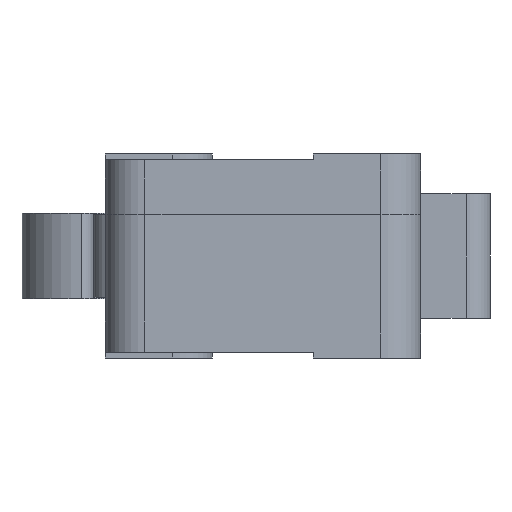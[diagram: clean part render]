
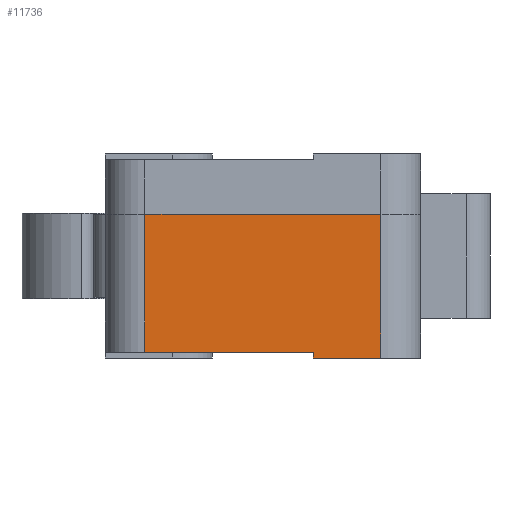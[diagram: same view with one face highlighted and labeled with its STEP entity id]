
A CAD part, left-side view. The second image highlights one B-rep face of the part: STEP entity #11736.
In plain terms, the highlighted planar face has unit normal (-1, 0, 0).
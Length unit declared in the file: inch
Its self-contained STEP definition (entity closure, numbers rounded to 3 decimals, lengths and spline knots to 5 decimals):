
#1346=FACE_OUTER_BOUND('',#2019,.T.);
#2019=EDGE_LOOP('',(#10631,#10632,#10633,#10634,#10635,#10636));
#2898=LINE('',#19164,#4144);
#3232=LINE('',#21410,#4478);
#3234=LINE('',#21416,#4480);
#3237=LINE('',#21425,#4483);
#3240=LINE('',#21431,#4486);
#3251=LINE('',#21458,#4497);
#4144=VECTOR('',#13819,0.3937);
#4478=VECTOR('',#14565,0.3937);
#4480=VECTOR('',#14571,0.3937);
#4483=VECTOR('',#14580,0.3937);
#4486=VECTOR('',#14589,0.3937);
#4497=VECTOR('',#14624,0.3937);
#5404=VERTEX_POINT('',#19157);
#5406=VERTEX_POINT('',#19163);
#5618=VERTEX_POINT('',#21406);
#5619=VERTEX_POINT('',#21408);
#5621=VERTEX_POINT('',#21415);
#5624=VERTEX_POINT('',#21423);
#6825=EDGE_CURVE('',#5406,#5404,#2898,.T.);
#7282=EDGE_CURVE('',#5618,#5619,#3232,.T.);
#7285=EDGE_CURVE('',#5621,#5618,#3234,.T.);
#7290=EDGE_CURVE('',#5624,#5619,#3237,.T.);
#7293=EDGE_CURVE('',#5621,#5404,#3240,.T.);
#7306=EDGE_CURVE('',#5624,#5406,#3251,.T.);
#10631=ORIENTED_EDGE('',*,*,#6825,.T.);
#10632=ORIENTED_EDGE('',*,*,#7293,.F.);
#10633=ORIENTED_EDGE('',*,*,#7285,.T.);
#10634=ORIENTED_EDGE('',*,*,#7282,.T.);
#10635=ORIENTED_EDGE('',*,*,#7290,.F.);
#10636=ORIENTED_EDGE('',*,*,#7306,.T.);
#11119=PLANE('',#12318);
#11736=ADVANCED_FACE('',(#1346),#11119,.T.);
#12318=AXIS2_PLACEMENT_3D('',#21457,#14622,#14623);
#13819=DIRECTION('',(0.,1.,0.));
#14565=DIRECTION('',(0.,0.,-1.));
#14571=DIRECTION('',(0.,-1.,0.));
#14580=DIRECTION('',(0.,1.,0.));
#14589=DIRECTION('',(0.,0.,1.));
#14622=DIRECTION('center_axis',(-1.,0.,0.));
#14623=DIRECTION('ref_axis',(0.,0.,1.));
#14624=DIRECTION('',(0.,0.,1.));
#19157=CARTESIAN_POINT('',(-1.13386,0.25295,0.08268));
#19163=CARTESIAN_POINT('',(-1.13386,-0.21555,0.08268));
#19164=CARTESIAN_POINT('',(-1.13386,0.05809,0.08268));
#21406=CARTESIAN_POINT('',(-1.13386,-0.08169,-0.19094));
#21408=CARTESIAN_POINT('',(-1.13386,-0.08169,-0.20276));
#21410=CARTESIAN_POINT('',(-1.13386,-0.08169,-0.20276));
#21415=CARTESIAN_POINT('',(-1.13386,0.25295,-0.19094));
#21416=CARTESIAN_POINT('',(-1.13386,-0.09684,-0.19094));
#21423=CARTESIAN_POINT('',(-1.13386,-0.21555,-0.20276));
#21425=CARTESIAN_POINT('',(-1.13386,-0.21555,-0.20276));
#21431=CARTESIAN_POINT('',(-1.13386,0.25295,-0.20276));
#21457=CARTESIAN_POINT('Origin',(-1.13386,-0.21555,-0.20276));
#21458=CARTESIAN_POINT('',(-1.13386,-0.21555,-0.20276));
